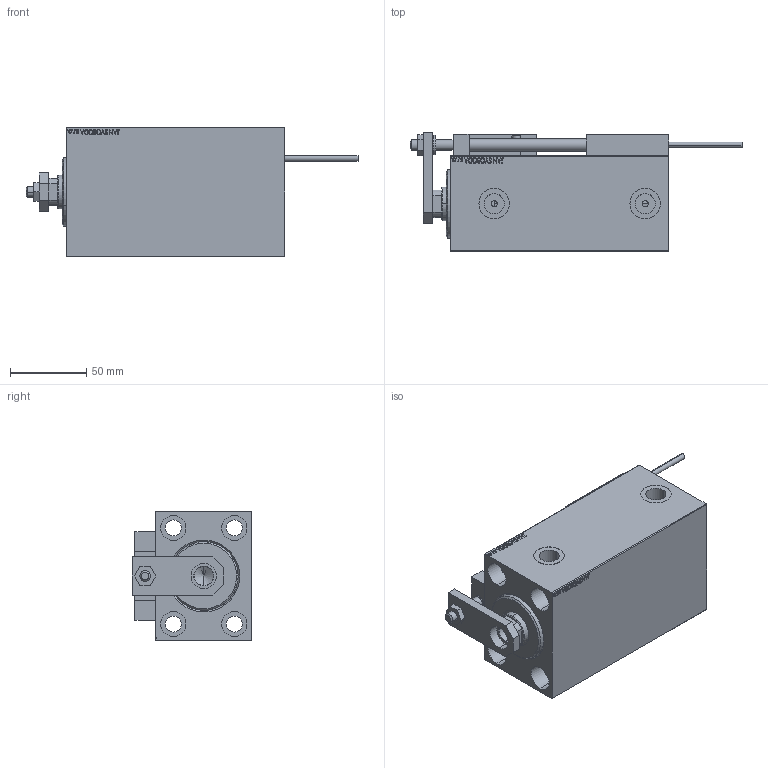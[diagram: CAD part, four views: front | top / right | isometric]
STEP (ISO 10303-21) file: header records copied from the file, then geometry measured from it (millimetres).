
FILE_DESCRIPTION (( 'STEP AP203' ), '1' );
FILE_NAME ('03b4.STEP', '2022-04-17T08:25:21', ( '' ), ( '' ), 'SwSTEP 2.0', 'SolidWorks 2019', '' );
FILE_SCHEMA (( 'CONFIG_CONTROL_DESIGN' ));
Length unit declared in the file: millimetre
Products named in the file (15): MAGNET 5d0947f36d7d00c3867e4ad44bd39641; NUT_D12 5d0947f36d7d00c3867e4ad44bd39641; 03b4; SWITCH DIM B,W 5d0947f36d7d00c3867e4ad44bd39641; V450CM_C_VCP 5d0947f36d7d00c3867e4ad44bd39641; V450CM_VC_B 5d0947f36d7d00c3867e4ad44bd39641; TYC_L79 5d0947f36d7d00c3867e4ad44bd39641; Block 5d0947f36d7d00c3867e4ad44bd39641; KONCOVKA 5d0947f36d7d00c3867e4ad44bd39641; ALLEN BOLT D8 5d0947f36d7d00c3867e4ad44bd39641; V450CM_C_Body 5d0947f36d7d00c3867e4ad44bd39641; SWITCH X 5d0947f36d7d00c3867e4ad44bd39641; ZARAZKA 5d0947f36d7d00c3867e4ad44bd39641; SWITCH_X_FRONT_BACK 5d0947f36d7d00c3867e4ad44bd39641; ALLEN BOLT D5 5d0947f36d7d00c3867e4ad44bd39641
Assembly tree (24 placements, depth 3):
  03b4
    V450CM_C_Body 5d0947f36d7d00c3867e4ad44bd39641
    SWITCH X 5d0947f36d7d00c3867e4ad44bd39641
      SWITCH_X_FRONT_BACK 5d0947f36d7d00c3867e4ad44bd39641  x2
      TYC_L79 5d0947f36d7d00c3867e4ad44bd39641
      Block 5d0947f36d7d00c3867e4ad44bd39641  x2
      ALLEN BOLT D5 5d0947f36d7d00c3867e4ad44bd39641  x4
      ALLEN BOLT D8 5d0947f36d7d00c3867e4ad44bd39641  x4
      MAGNET 5d0947f36d7d00c3867e4ad44bd39641  x2
      KONCOVKA 5d0947f36d7d00c3867e4ad44bd39641  x2
    NUT_D12 5d0947f36d7d00c3867e4ad44bd39641
    SWITCH DIM B,W 5d0947f36d7d00c3867e4ad44bd39641
    ZARAZKA 5d0947f36d7d00c3867e4ad44bd39641
    V450CM_C_VCP 5d0947f36d7d00c3867e4ad44bd39641
    V450CM_VC_B 5d0947f36d7d00c3867e4ad44bd39641
Bounding box: 217.7 x 78.5 x 85 mm (x, y, z)
Volume: 683514.8 mm3; surface area: 141182.7 mm2
Topology: 23 solids, 23 shells, 1299 faces, 3114 edges, 1991 vertices
Faces by surface type: plane 565, bspline 380, cylinder 200, cone 106, torus 44, sphere 4
Entity records: 50929 total; most frequent: CARTESIAN_POINT 26227, ORIENTED_EDGE 5248, DIRECTION 3550, EDGE_CURVE 2624, VERTEX_POINT 1715, VECTOR 1502, LINE 1502, EDGE_LOOP 1215
